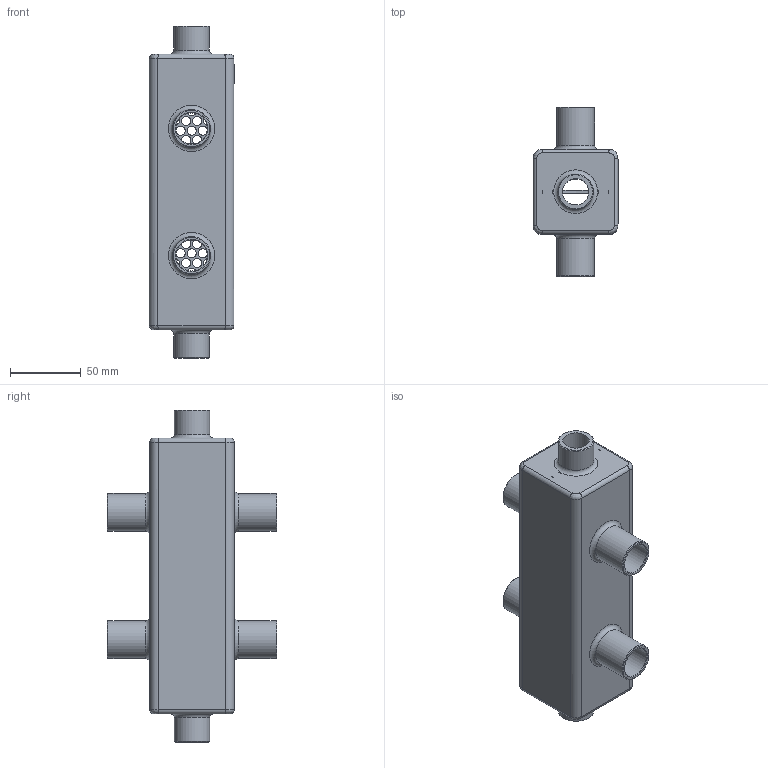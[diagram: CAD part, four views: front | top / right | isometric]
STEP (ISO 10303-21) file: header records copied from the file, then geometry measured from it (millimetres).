
FILE_DESCRIPTION(('STEP AP203'), '1');
FILE_NAME('GR-40-20.03', '', ('UNSPECIFIED'), ('UNSPECIFIED'), 'ASCON STEP Converter 1.6', 'ASCON Math Kernel', '');
FILE_SCHEMA(('CONFIG_CONTROL_DESIGN'));
Length unit declared in the file: millimetre
Bounding box: 60.55 x 120 x 235 mm (x, y, z)
Volume: 186314.2 mm3; surface area: 136007.8 mm2
Topology: 1 solids, 1 shells, 375 faces, 1047 edges, 688 vertices
Faces by surface type: plane 157, cylinder 144, extrusion 46, cone 14, bspline 8, torus 6
Full cylindrical faces by diameter (mm): 6.5 x100, 18.632 x2, 22 x4, 25 x6, 26.8 x4
Entity records: 16769 total; most frequent: CARTESIAN_POINT 4157, ORIENTED_EDGE 1822, DIRECTION 1767, EDGE_CURVE 911, EDGE_LOOP 757, VERTEX_POINT 688, AXIS2_PLACEMENT_3D 612, VECTOR 543
